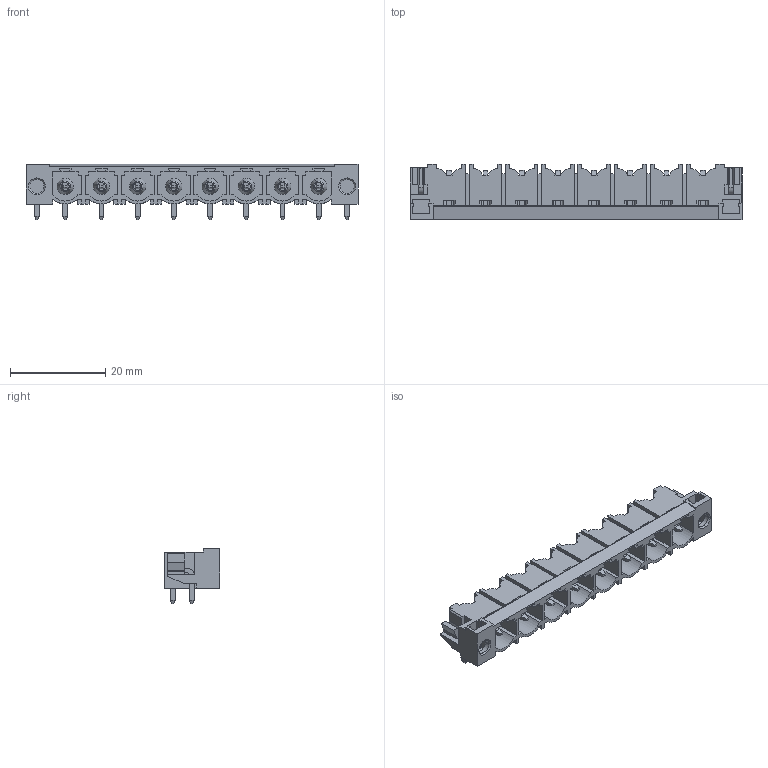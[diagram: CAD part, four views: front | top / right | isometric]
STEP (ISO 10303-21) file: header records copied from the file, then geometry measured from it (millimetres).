
FILE_DESCRIPTION(('CATIA V5 STEP Exchange','CAx-IF Rec.Pracs.--- Model Styling and Organization---1.2---2011-12-15'),'2;1');
FILE_NAME ('D1448501_0_1095980000_1095980000.stp','2018-11-15T10:47:05+00:00',('none'),('Weidmueller'),'CATIA Version 5-6 Release 2014','CATIA V5 STEP AP214','none');
FILE_SCHEMA(('AUTOMOTIVE_DESIGN { 1 0 10303 214 1 1 1 1 }'));
Length unit declared in the file: millimetre
Products named in the file (1): 1095980000
Bounding box: 69.82 x 11.75 x 11.6 mm (x, y, z)
Volume: 2653.3 mm3; surface area: 6240.7 mm2
Topology: 11 solids, 11 shells, 711 faces, 1981 edges, 1292 vertices
Faces by surface type: plane 597, cylinder 78, cone 20, torus 16
Entity records: 20328 total; most frequent: ORIENTED_EDGE 3962, CARTESIAN_POINT 3707, DIRECTION 2571, EDGE_CURVE 1961, VECTOR 1665, LINE 1665, VERTEX_POINT 1244, EDGE_LOOP 751
